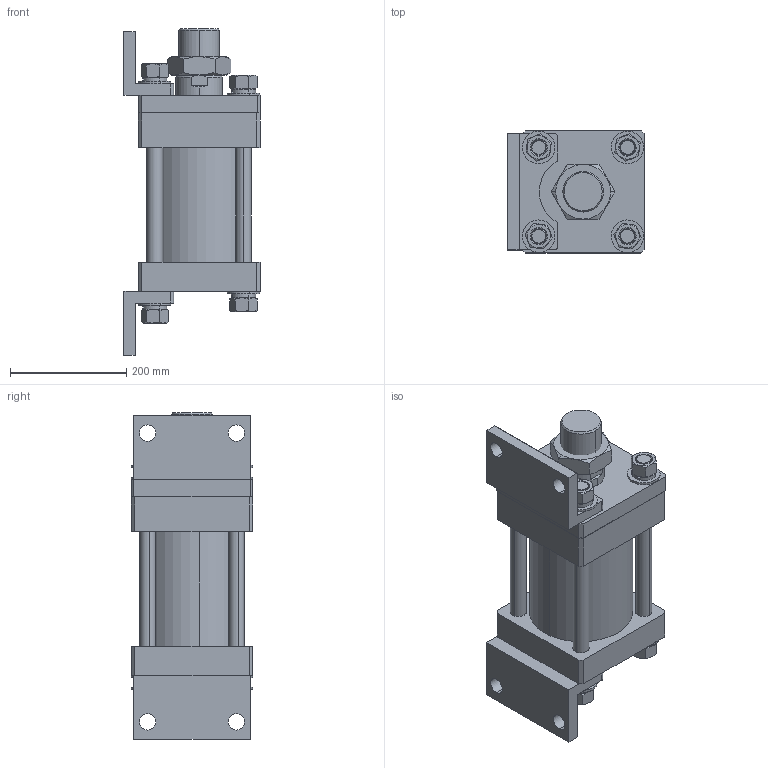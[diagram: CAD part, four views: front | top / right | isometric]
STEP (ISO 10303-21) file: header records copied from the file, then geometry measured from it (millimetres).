
FILE_DESCRIPTION (( 'STEP AP203' ), '1' );
FILE_NAME ('HOB-150-80-100-LB.STEP', '2021-04-27T08:44:48', ( '微软用户' ), ( '微软中国' ), 'SwSTEP 2.0', 'SolidWorks 2012', '' );
FILE_SCHEMA (( 'CONFIG_CONTROL_DESIGN' ));
Length unit declared in the file: millimetre
Products named in the file (13): HOB-150-80-100-LB; hex thin nuts grades ab gb_GB_FASTENER_NUT_STNABTT  B M64X4.0-C; HOB-150-80-100-LB嶺裝; HOB-150-80-100-LB褐釱; hex nuts, style 1-grades ab gb_GB_FASTENER_NUT_SNAB1  B M27-N; spring lock washers--normal type gb_GB_FASTENER_WASHER_SW 27; plain washers--product grade c gb_GB_FASTENER_WASHER_SMWC 30; HOB-150-80-100嶺裝; HOB-150-80-100活塞杆; HOB-150-80-100掛极; HOB-150-80-100綴裔; HOB-150-80-100前盖; HOB-150-80-100楊擘
Assembly tree (36 placements, depth 2):
  HOB-150-80-100-LB
    HOB-150-80-100楊擘
    HOB-150-80-100前盖
    HOB-150-80-100綴裔
    HOB-150-80-100掛极
    HOB-150-80-100活塞杆
    HOB-150-80-100嶺裝  x2
    plain washers--product grade c gb_GB_FASTENER_WASHER_SMWC 30  x8
    spring lock washers--normal type gb_GB_FASTENER_WASHER_SW 27  x8
    hex nuts, style 1-grades ab gb_GB_FASTENER_NUT_SNAB1  B M27-N  x8
    HOB-150-80-100-LB褐釱  x2
    HOB-150-80-100-LB嶺裝  x2
    hex thin nuts grades ab gb_GB_FASTENER_NUT_STNABTT  B M64X4.0-C
Bounding box: 234.5 x 210 x 563 mm (x, y, z)
Volume: 12174747.2 mm3; surface area: 1270078.2 mm2
Topology: 36 solids, 36 shells, 502 faces, 1146 edges, 725 vertices
Faces by surface type: cylinder 192, plane 189, cone 109, torus 12
Entity records: 9245 total; most frequent: CARTESIAN_POINT 1691, DIRECTION 1276, ORIENTED_EDGE 1058, EDGE_CURVE 529, AXIS2_PLACEMENT_3D 522, VERTEX_POINT 335, EDGE_LOOP 284, CIRCLE 256
